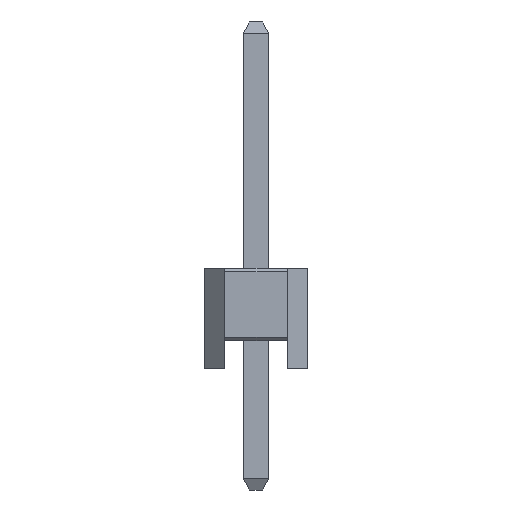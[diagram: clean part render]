
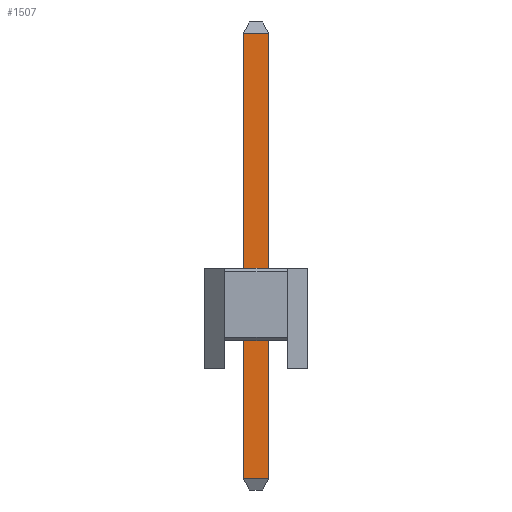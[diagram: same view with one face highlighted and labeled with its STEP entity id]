
A CAD part, left-side view. The second image highlights one B-rep face of the part: STEP entity #1507.
In plain terms, the highlighted planar face has unit normal (-1, 0, 0).
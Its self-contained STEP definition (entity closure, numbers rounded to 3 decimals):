
#1507=ADVANCED_FACE('',(#2541),#2543,.T.);
#2541=FACE_BOUND('',#2542,.T.);
#2542=EDGE_LOOP('',(#3236,#3237,#3238,#3239));
#2543=PLANE('',#2544);
#2544=AXIS2_PLACEMENT_3D('',#2545,#2546,#2547);
#2545=CARTESIAN_POINT('',(-0.32,0.32,-3.));
#2546=DIRECTION('',(-1.,0.,0.));
#2547=DIRECTION('',(0.,-1.,0.));
#3236=ORIENTED_EDGE('',*,*,#3592,.F.);
#3237=ORIENTED_EDGE('',*,*,#3591,.F.);
#3238=ORIENTED_EDGE('',*,*,#3593,.T.);
#3239=ORIENTED_EDGE('',*,*,#3594,.T.);
#3591=EDGE_CURVE('',#4093,#4089,#4095,.T.);
#3592=EDGE_CURVE('',#4089,#4096,#4097,.T.);
#3593=EDGE_CURVE('',#4093,#4098,#4099,.T.);
#3594=EDGE_CURVE('',#4098,#4096,#4100,.T.);
#4089=VERTEX_POINT('',#5205);
#4093=VERTEX_POINT('',#5213);
#4095=LINE('',#5217,#5218);
#4096=VERTEX_POINT('',#5220);
#4097=LINE('',#5221,#5222);
#4098=VERTEX_POINT('',#5224);
#4099=LINE('',#5225,#5226);
#4100=LINE('',#5228,#5229);
#5205=CARTESIAN_POINT('',(-0.32,0.32,8.323));
#5213=CARTESIAN_POINT('',(-0.32,0.32,-2.723));
#5217=CARTESIAN_POINT('',(-0.32,0.32,-2.723));
#5218=VECTOR('',#5219,1.);
#5219=DIRECTION('',(0.,0.,1.));
#5220=CARTESIAN_POINT('',(-0.32,-0.32,8.323));
#5221=CARTESIAN_POINT('',(-0.32,0.32,8.323));
#5222=VECTOR('',#5223,1.);
#5223=DIRECTION('',(0.,-1.,0.));
#5224=CARTESIAN_POINT('',(-0.32,-0.32,-2.723));
#5225=CARTESIAN_POINT('',(-0.32,0.32,-2.723));
#5226=VECTOR('',#5227,1.);
#5227=DIRECTION('',(0.,-1.,0.));
#5228=CARTESIAN_POINT('',(-0.32,-0.32,-2.723));
#5229=VECTOR('',#5230,1.);
#5230=DIRECTION('',(0.,0.,1.));
